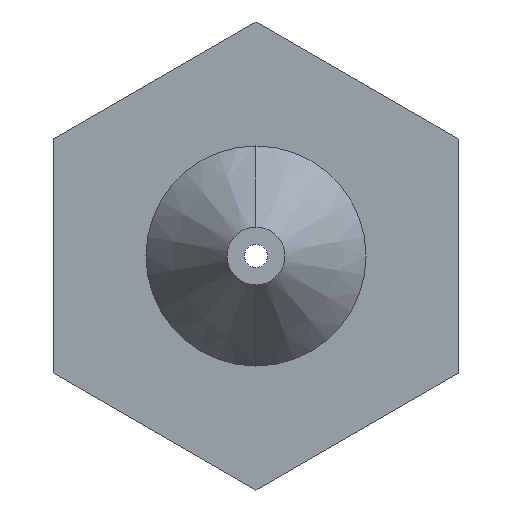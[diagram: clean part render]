
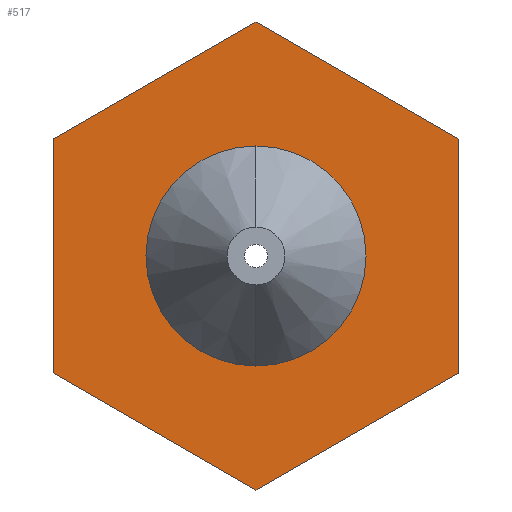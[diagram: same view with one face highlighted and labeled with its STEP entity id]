
A CAD part, front view. The second image highlights one B-rep face of the part: STEP entity #517.
In plain terms, the highlighted planar face has unit normal (0, -1, 0).
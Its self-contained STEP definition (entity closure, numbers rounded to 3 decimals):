
#5 = LINE ( 'NONE', #507, #418 ) ;
#24 = DIRECTION ( 'NONE',  ( 0., 0., -1. ) ) ;
#32 = LINE ( 'NONE', #391, #758 ) ;
#36 = EDGE_CURVE ( 'NONE', #761, #836, #424, .T. ) ;
#40 = CARTESIAN_POINT ( 'NONE',  ( 3.5, 2., -2.021 ) ) ;
#60 = VERTEX_POINT ( 'NONE', #450 ) ;
#80 = EDGE_LOOP ( 'NONE', ( #100, #371 ) ) ;
#83 = AXIS2_PLACEMENT_3D ( 'NONE', #844, #459, #24 ) ;
#92 = DIRECTION ( 'NONE',  ( 0.866, 0., 0.5 ) ) ;
#100 = ORIENTED_EDGE ( 'NONE', *, *, #216, .F. ) ;
#104 = PLANE ( 'NONE',  #263 ) ;
#110 = CARTESIAN_POINT ( 'NONE',  ( -3.5, 2., -2.021 ) ) ;
#133 = DIRECTION ( 'NONE',  ( 0., 0., -1. ) ) ;
#146 = VERTEX_POINT ( 'NONE', #401 ) ;
#177 = DIRECTION ( 'NONE',  ( 0., -1., 0. ) ) ;
#203 = VECTOR ( 'NONE', #608, 1000. ) ;
#216 = EDGE_CURVE ( 'NONE', #836, #761, #604, .T. ) ;
#222 = LINE ( 'NONE', #599, #246 ) ;
#229 = EDGE_CURVE ( 'NONE', #656, #632, #32, .T. ) ;
#231 = EDGE_CURVE ( 'NONE', #632, #60, #222, .T. ) ;
#234 = EDGE_CURVE ( 'NONE', #60, #468, #584, .T. ) ;
#240 = EDGE_CURVE ( 'NONE', #468, #146, #398, .T. ) ;
#244 = CARTESIAN_POINT ( 'NONE',  ( 0., 2., 4.041 ) ) ;
#246 = VECTOR ( 'NONE', #317, 1000. ) ;
#248 = EDGE_CURVE ( 'NONE', #146, #729, #5, .T. ) ;
#250 = EDGE_CURVE ( 'NONE', #729, #656, #339, .T. ) ;
#263 = AXIS2_PLACEMENT_3D ( 'NONE', #470, #177, #670 ) ;
#283 = DIRECTION ( 'NONE',  ( 0., -1., 0. ) ) ;
#285 = AXIS2_PLACEMENT_3D ( 'NONE', #762, #283, #877 ) ;
#295 = FACE_BOUND ( 'NONE', #80, .T. ) ;
#317 = DIRECTION ( 'NONE',  ( 0., 0., 1. ) ) ;
#339 = LINE ( 'NONE', #694, #824 ) ;
#361 = ORIENTED_EDGE ( 'NONE', *, *, #231, .T. ) ;
#371 = ORIENTED_EDGE ( 'NONE', *, *, #36, .F. ) ;
#384 = ORIENTED_EDGE ( 'NONE', *, *, #234, .T. ) ;
#391 = CARTESIAN_POINT ( 'NONE',  ( 3.5, 2., -2.021 ) ) ;
#398 = LINE ( 'NONE', #879, #569 ) ;
#401 = CARTESIAN_POINT ( 'NONE',  ( -3.5, 2., 2.021 ) ) ;
#418 = VECTOR ( 'NONE', #133, 1000. ) ;
#424 = CIRCLE ( 'NONE', #285, 1.9 ) ;
#450 = CARTESIAN_POINT ( 'NONE',  ( 3.5, 2., 2.021 ) ) ;
#459 = DIRECTION ( 'NONE',  ( 0., -1., 0. ) ) ;
#468 = VERTEX_POINT ( 'NONE', #534 ) ;
#470 = CARTESIAN_POINT ( 'NONE',  ( -1.9, 2., 0. ) ) ;
#479 = CARTESIAN_POINT ( 'NONE',  ( 0., 2., -4.041 ) ) ;
#507 = CARTESIAN_POINT ( 'NONE',  ( -3.5, 2., -2.021 ) ) ;
#517 = ADVANCED_FACE ( 'NONE', ( #295, #698 ), #104, .T. ) ;
#534 = CARTESIAN_POINT ( 'NONE',  ( 0., 2., 4.041 ) ) ;
#569 = VECTOR ( 'NONE', #575, 1000. ) ;
#575 = DIRECTION ( 'NONE',  ( -0.866, 0., -0.5 ) ) ;
#584 = LINE ( 'NONE', #244, #203 ) ;
#599 = CARTESIAN_POINT ( 'NONE',  ( 3.5, 2., 2.021 ) ) ;
#602 = ORIENTED_EDGE ( 'NONE', *, *, #250, .T. ) ;
#604 = CIRCLE ( 'NONE', #83, 1.9 ) ;
#608 = DIRECTION ( 'NONE',  ( -0.866, 0., 0.5 ) ) ;
#616 = CARTESIAN_POINT ( 'NONE',  ( 0., 2., -1.9 ) ) ;
#632 = VERTEX_POINT ( 'NONE', #40 ) ;
#653 = ORIENTED_EDGE ( 'NONE', *, *, #240, .T. ) ;
#656 = VERTEX_POINT ( 'NONE', #479 ) ;
#670 = DIRECTION ( 'NONE',  ( 0., 0., -1. ) ) ;
#694 = CARTESIAN_POINT ( 'NONE',  ( 0., 2., -4.041 ) ) ;
#698 = FACE_OUTER_BOUND ( 'NONE', #872, .T. ) ;
#707 = ORIENTED_EDGE ( 'NONE', *, *, #229, .T. ) ;
#729 = VERTEX_POINT ( 'NONE', #110 ) ;
#746 = CARTESIAN_POINT ( 'NONE',  ( 0., 2., 1.9 ) ) ;
#758 = VECTOR ( 'NONE', #92, 1000. ) ;
#761 = VERTEX_POINT ( 'NONE', #616 ) ;
#762 = CARTESIAN_POINT ( 'NONE',  ( 0., 2., 0. ) ) ;
#763 = DIRECTION ( 'NONE',  ( 0.866, 0., -0.5 ) ) ;
#771 = ORIENTED_EDGE ( 'NONE', *, *, #248, .T. ) ;
#824 = VECTOR ( 'NONE', #763, 1000. ) ;
#836 = VERTEX_POINT ( 'NONE', #746 ) ;
#844 = CARTESIAN_POINT ( 'NONE',  ( 0., 2., 0. ) ) ;
#872 = EDGE_LOOP ( 'NONE', ( #707, #361, #384, #653, #771, #602 ) ) ;
#877 = DIRECTION ( 'NONE',  ( 0., 0., -1. ) ) ;
#879 = CARTESIAN_POINT ( 'NONE',  ( -3.5, 2., 2.021 ) ) ;
